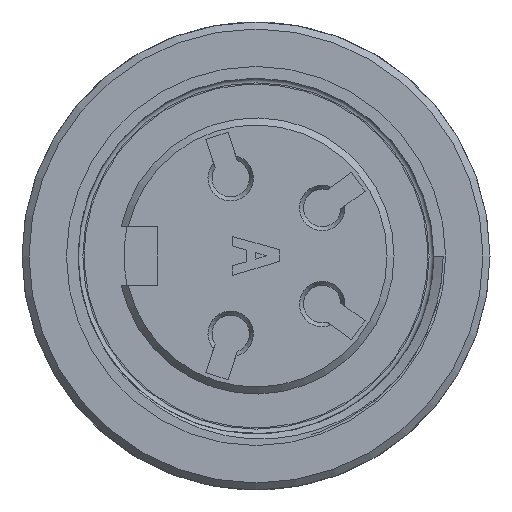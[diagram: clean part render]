
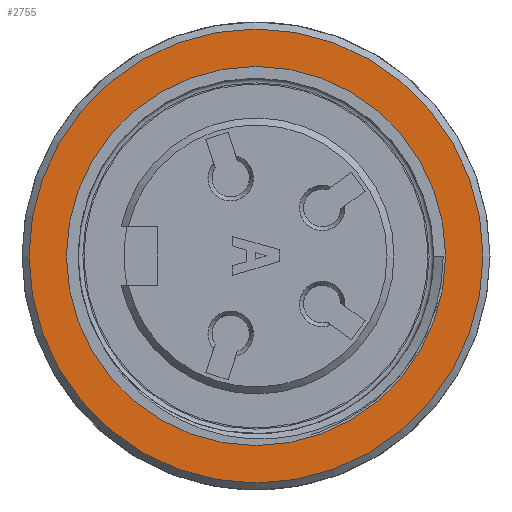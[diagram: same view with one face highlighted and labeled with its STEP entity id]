
A CAD part, front view. The second image highlights one B-rep face of the part: STEP entity #2755.
In plain terms, the highlighted planar face has unit normal (0, -1, 0).
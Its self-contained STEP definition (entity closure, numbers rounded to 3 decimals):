
#2755=ADVANCED_FACE('',(#3251,#3252),#3107,.F.);
#3107=PLANE('',#7535);
#3251=FACE_BOUND('',#3374,.T.);
#3252=FACE_BOUND('',#3375,.T.);
#3374=EDGE_LOOP('',(#3810));
#3375=EDGE_LOOP('',(#3811));
#3810=ORIENTED_EDGE('',*,*,#6439,.F.);
#3811=ORIENTED_EDGE('',*,*,#6438,.T.);
#5769=VERTEX_POINT('',#9350);
#5770=VERTEX_POINT('',#9353);
#6438=EDGE_CURVE('',#5769,#5769,#7415,.T.);
#6439=EDGE_CURVE('',#5770,#5770,#7416,.T.);
#7415=CIRCLE('',#7532,9.7);
#7416=CIRCLE('',#7534,8.1);
#7532=AXIS2_PLACEMENT_3D('',#9349,#7933,#7934);
#7534=AXIS2_PLACEMENT_3D('',#9352,#7937,#7938);
#7535=AXIS2_PLACEMENT_3D('',#9354,#7939,#7940);
#7933=DIRECTION('',(0.,-1.,0.));
#7934=DIRECTION('',(1.,0.,0.));
#7937=DIRECTION('',(0.,-1.,0.));
#7938=DIRECTION('',(1.,0.,0.));
#7939=DIRECTION('',(0.,1.,0.));
#7940=DIRECTION('',(-1.,0.,0.));
#9349=CARTESIAN_POINT('',(0.596,-24.756,0.));
#9350=CARTESIAN_POINT('',(10.296,-24.756,0.));
#9352=CARTESIAN_POINT('',(0.596,-24.756,0.));
#9353=CARTESIAN_POINT('',(8.696,-24.756,0.));
#9354=CARTESIAN_POINT('',(10.296,-24.756,0.));
